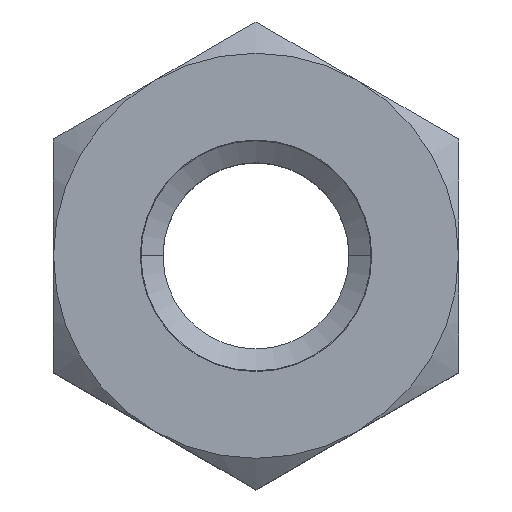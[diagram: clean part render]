
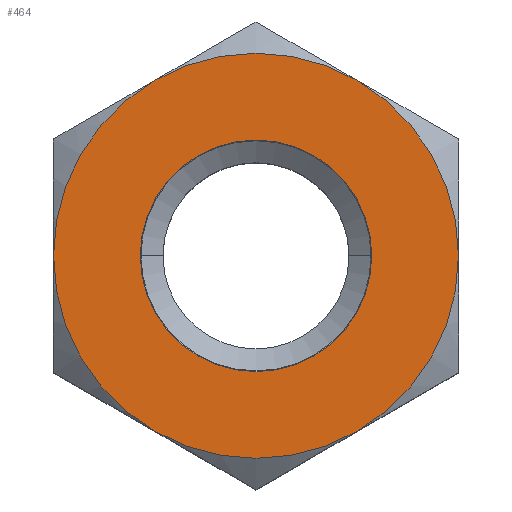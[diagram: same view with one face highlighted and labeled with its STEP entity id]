
A CAD part, top view. The second image highlights one B-rep face of the part: STEP entity #464.
In plain terms, the highlighted planar face has unit normal (0, 0, 1).
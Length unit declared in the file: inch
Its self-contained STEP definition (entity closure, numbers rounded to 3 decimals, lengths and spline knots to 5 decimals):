
#17 = CARTESIAN_POINT ( 'NONE',  ( 0.125, 0., 0. ) ) ;
#57 = CIRCLE ( 'NONE', #1375, 0.125 ) ;
#60 = CARTESIAN_POINT ( 'NONE',  ( -0.125, 0., 0. ) ) ;
#67 = ORIENTED_EDGE ( 'NONE', *, *, #117, .F. ) ;
#70 = EDGE_CURVE ( 'NONE', #1428, #721, #1284, .T. ) ;
#112 = DIRECTION ( 'NONE',  ( -1., 0., 0. ) ) ;
#117 = EDGE_CURVE ( 'NONE', #721, #1428, #57, .T. ) ;
#132 = AXIS2_PLACEMENT_3D ( 'NONE', #1106, #968, #1466 ) ;
#147 = AXIS2_PLACEMENT_3D ( 'NONE', #1073, #1571, #249 ) ;
#174 = CARTESIAN_POINT ( 'NONE',  ( 0.21875, 0., 0. ) ) ;
#191 = CIRCLE ( 'NONE', #1355, 0.21875 ) ;
#235 = VERTEX_POINT ( 'NONE', #820 ) ;
#249 = DIRECTION ( 'NONE',  ( -1., 0., 0. ) ) ;
#261 = AXIS2_PLACEMENT_3D ( 'NONE', #420, #322, #1300 ) ;
#272 = CARTESIAN_POINT ( 'NONE',  ( 0., 0., 0. ) ) ;
#276 = CARTESIAN_POINT ( 'NONE',  ( 0.10938, -0.18944, 0. ) ) ;
#322 = DIRECTION ( 'NONE',  ( 0., 0., 1. ) ) ;
#354 = ORIENTED_EDGE ( 'NONE', *, *, #674, .F. ) ;
#359 = AXIS2_PLACEMENT_3D ( 'NONE', #625, #970, #1114 ) ;
#379 = PLANE ( 'NONE',  #1253 ) ;
#387 = DIRECTION ( 'NONE',  ( 0., 0., 1. ) ) ;
#390 = EDGE_CURVE ( 'NONE', #1192, #719, #410, .T. ) ;
#410 = CIRCLE ( 'NONE', #1107, 0.21875 ) ;
#417 = ORIENTED_EDGE ( 'NONE', *, *, #1313, .F. ) ;
#418 = EDGE_LOOP ( 'NONE', ( #354, #1464, #1289, #417, #1056, #1595 ) ) ;
#420 = CARTESIAN_POINT ( 'NONE',  ( 0., 0., 0. ) ) ;
#432 = EDGE_LOOP ( 'NONE', ( #1554, #67 ) ) ;
#445 = EDGE_CURVE ( 'NONE', #754, #925, #619, .T. ) ;
#464 = ADVANCED_FACE ( 'NONE', ( #993, #733 ), #379, .F. ) ;
#540 = EDGE_CURVE ( 'NONE', #719, #235, #1570, .T. ) ;
#593 = DIRECTION ( 'NONE',  ( -1., 0., 0. ) ) ;
#594 = DIRECTION ( 'NONE',  ( 0., 0., -1. ) ) ;
#619 = CIRCLE ( 'NONE', #359, 0.21875 ) ;
#625 = CARTESIAN_POINT ( 'NONE',  ( 0., 0., 0. ) ) ;
#646 = AXIS2_PLACEMENT_3D ( 'NONE', #1048, #937, #593 ) ;
#674 = EDGE_CURVE ( 'NONE', #235, #909, #1474, .T. ) ;
#678 = CARTESIAN_POINT ( 'NONE',  ( 0., 0., 0. ) ) ;
#719 = VERTEX_POINT ( 'NONE', #1157 ) ;
#721 = VERTEX_POINT ( 'NONE', #60 ) ;
#733 = FACE_OUTER_BOUND ( 'NONE', #418, .T. ) ;
#754 = VERTEX_POINT ( 'NONE', #174 ) ;
#758 = CARTESIAN_POINT ( 'NONE',  ( 0.10938, 0.18944, 0. ) ) ;
#820 = CARTESIAN_POINT ( 'NONE',  ( -0.21875, 0., 0. ) ) ;
#842 = CIRCLE ( 'NONE', #147, 0.21875 ) ;
#849 = DIRECTION ( 'NONE',  ( 0., 0., -1. ) ) ;
#870 = CARTESIAN_POINT ( 'NONE',  ( 0., 0., 0. ) ) ;
#909 = VERTEX_POINT ( 'NONE', #1126 ) ;
#925 = VERTEX_POINT ( 'NONE', #758 ) ;
#937 = DIRECTION ( 'NONE',  ( 0., 0., -1. ) ) ;
#968 = DIRECTION ( 'NONE',  ( 0., 0., -1. ) ) ;
#970 = DIRECTION ( 'NONE',  ( 0., 0., 1. ) ) ;
#993 = FACE_BOUND ( 'NONE', #432, .T. ) ;
#1048 = CARTESIAN_POINT ( 'NONE',  ( 0., 0., 0. ) ) ;
#1051 = DIRECTION ( 'NONE',  ( 0., 0., -1. ) ) ;
#1056 = ORIENTED_EDGE ( 'NONE', *, *, #445, .T. ) ;
#1073 = CARTESIAN_POINT ( 'NONE',  ( 0., 0., 0. ) ) ;
#1101 = CARTESIAN_POINT ( 'NONE',  ( 0., 0.25259, 0. ) ) ;
#1106 = CARTESIAN_POINT ( 'NONE',  ( 0., 0., 0. ) ) ;
#1107 = AXIS2_PLACEMENT_3D ( 'NONE', #870, #849, #1362 ) ;
#1114 = DIRECTION ( 'NONE',  ( 1., 0., 0. ) ) ;
#1126 = CARTESIAN_POINT ( 'NONE',  ( -0.10938, 0.18944, 0. ) ) ;
#1157 = CARTESIAN_POINT ( 'NONE',  ( -0.10938, -0.18944, 0. ) ) ;
#1192 = VERTEX_POINT ( 'NONE', #276 ) ;
#1253 = AXIS2_PLACEMENT_3D ( 'NONE', #1101, #594, #112 ) ;
#1284 = CIRCLE ( 'NONE', #261, 0.125 ) ;
#1287 = DIRECTION ( 'NONE',  ( -1., 0., 0. ) ) ;
#1289 = ORIENTED_EDGE ( 'NONE', *, *, #390, .F. ) ;
#1300 = DIRECTION ( 'NONE',  ( 1., 0., 0. ) ) ;
#1313 = EDGE_CURVE ( 'NONE', #754, #1192, #842, .T. ) ;
#1355 = AXIS2_PLACEMENT_3D ( 'NONE', #678, #1051, #1287 ) ;
#1362 = DIRECTION ( 'NONE',  ( -1., 0., 0. ) ) ;
#1375 = AXIS2_PLACEMENT_3D ( 'NONE', #272, #387, #1511 ) ;
#1428 = VERTEX_POINT ( 'NONE', #17 ) ;
#1464 = ORIENTED_EDGE ( 'NONE', *, *, #540, .F. ) ;
#1466 = DIRECTION ( 'NONE',  ( -1., 0., 0. ) ) ;
#1474 = CIRCLE ( 'NONE', #646, 0.21875 ) ;
#1499 = EDGE_CURVE ( 'NONE', #909, #925, #191, .T. ) ;
#1511 = DIRECTION ( 'NONE',  ( 1., 0., 0. ) ) ;
#1554 = ORIENTED_EDGE ( 'NONE', *, *, #70, .F. ) ;
#1570 = CIRCLE ( 'NONE', #132, 0.21875 ) ;
#1571 = DIRECTION ( 'NONE',  ( 0., 0., -1. ) ) ;
#1595 = ORIENTED_EDGE ( 'NONE', *, *, #1499, .F. ) ;
